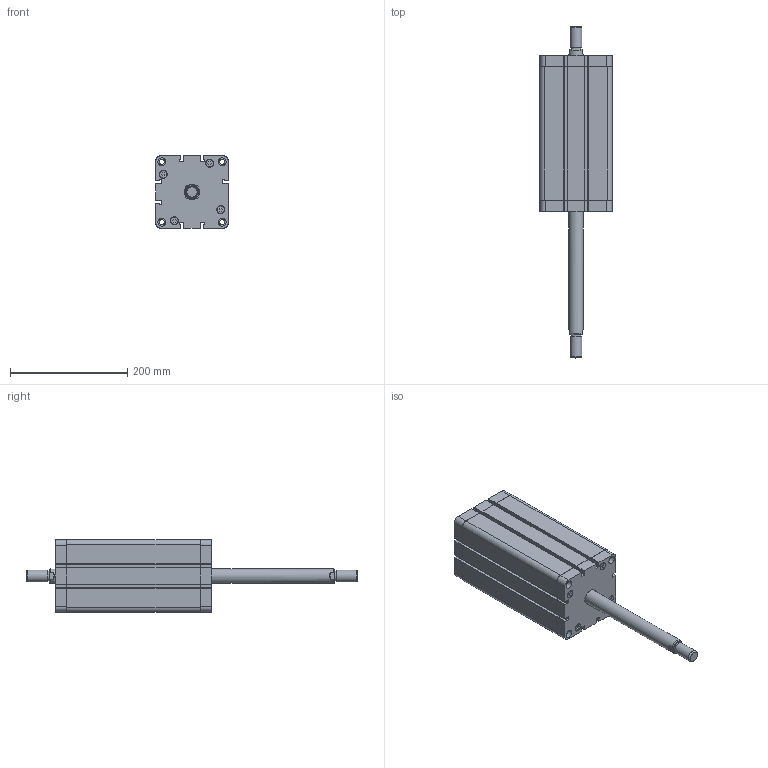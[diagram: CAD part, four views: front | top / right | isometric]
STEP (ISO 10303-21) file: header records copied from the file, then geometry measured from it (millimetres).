
FILE_DESCRIPTION((''),'2;1');
FILE_NAME('ADMP100.200.GS.M.stp','2011-08-25T12:47:18',('Administrator'),(''),'Autodesk Inventor 2012','Autodesk Inventor 2012','');
FILE_SCHEMA(('AUTOMOTIVE_DESIGN { 1 0 10303 214 1 1 1 1 }'));
Length unit declared in the file: millimetre
Products named in the file (1): ADMP100.200.GS.M
Bounding box: 124 x 566.5 x 124 mm (x, y, z)
Volume: 4029242.2 mm3; surface area: 251255.5 mm2
Topology: 1 solids, 1 shells, 390 faces, 1042 edges, 692 vertices
Faces by surface type: plane 220, cylinder 162, cone 6, torus 2
Full cylindrical faces by diameter (mm): 8.376 x4, 11.445 x2, 12.5 x8, 13.5 x16, 17.5 x2, 20 x2, 25 x2, 27 x2
Entity records: 12447 total; most frequent: CARTESIAN_POINT 2151, DIRECTION 2102, ORIENTED_EDGE 1980, EDGE_CURVE 990, AXIS2_PLACEMENT_3D 725, VERTEX_POINT 686, VECTOR 652, LINE 652
